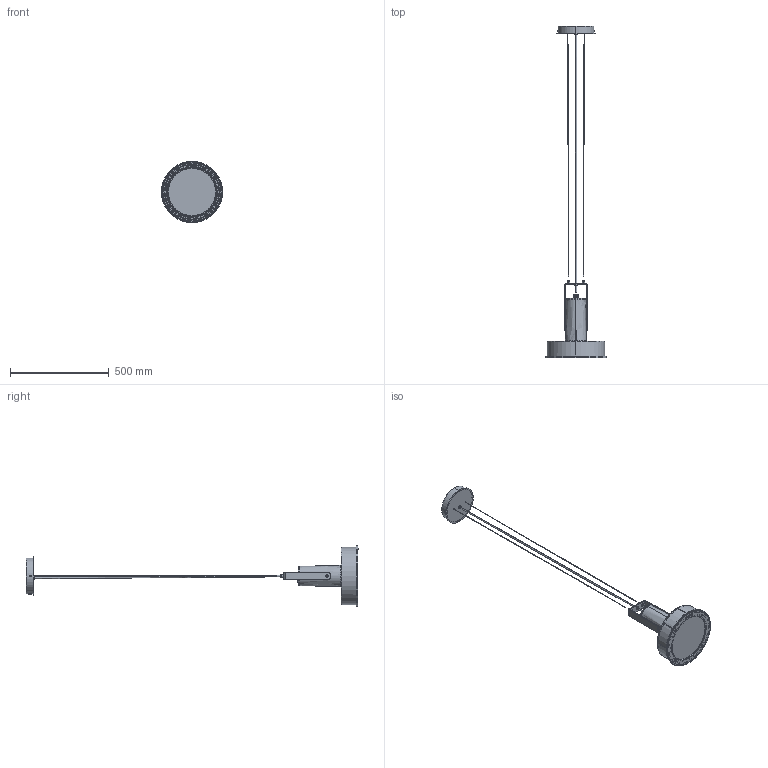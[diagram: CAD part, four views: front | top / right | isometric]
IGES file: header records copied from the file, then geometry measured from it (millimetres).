
Start section: SolidWorks IGES file using analytic representation for surfaces
Global section: file name: Arne hanging.IGS; native system: SolidWorks 2013; preprocessor: SolidWorks 2013; author: jordi.munoz; date: 150320.122732; units: millimetre
Bounding box: 310 x 1681 x 310 mm (x, y, z)
Volume: 1630359.4 mm3; surface area: 876956.5 mm2
Topology: 41 solids, 41 shells, 1861 faces, 4321 edges, 2639 vertices
Faces by surface type: revolution 951, plane 647, bspline 263
